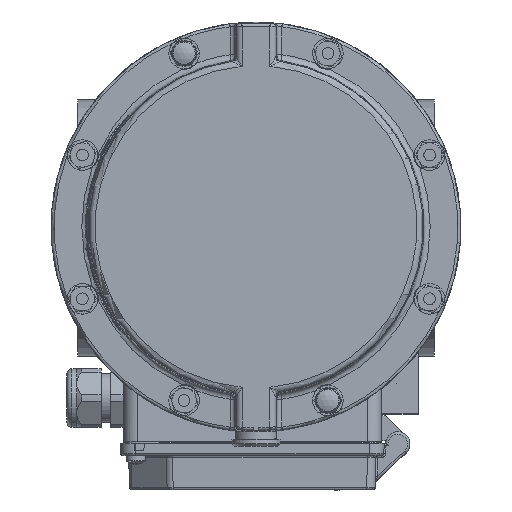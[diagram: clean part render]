
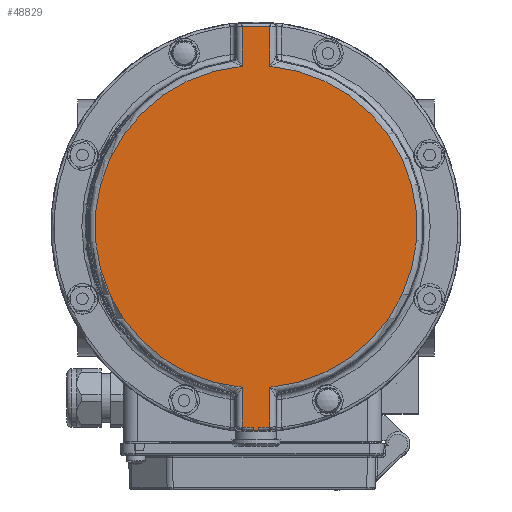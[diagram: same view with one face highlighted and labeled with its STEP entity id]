
A CAD part, top view. The second image highlights one B-rep face of the part: STEP entity #48829.
In plain terms, the highlighted planar face has unit normal (0, 0, 1).
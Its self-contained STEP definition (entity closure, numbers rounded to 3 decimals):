
#2453=LINE('',#84655,#5597);
#2454=LINE('',#84680,#5598);
#2455=LINE('',#84683,#5599);
#2456=LINE('',#84685,#5600);
#2457=LINE('',#84689,#5601);
#2458=LINE('',#84691,#5602);
#5597=VECTOR('',#59925,1.633);
#5598=VECTOR('',#59928,1.633);
#5599=VECTOR('',#59931,1.633);
#5600=VECTOR('',#59932,0.09);
#5601=VECTOR('',#59937,0.09);
#5602=VECTOR('',#59938,1.633);
#9998=PLANE('',#52478);
#12241=FACE_OUTER_BOUND('',#15484,.T.);
#15484=EDGE_LOOP('',(#36616,#36617,#36618,#36619,#36620,#36621,#36622,#36623,
#36624,#36625,#36626,#36627,#36628,#36629));
#18734=CIRCLE('',#52435,8.23);
#18744=CIRCLE('',#52446,8.23);
#18746=CIRCLE('',#52449,8.35);
#18748=CIRCLE('',#52452,8.23);
#18759=CIRCLE('',#52479,6.602);
#18760=CIRCLE('',#52480,0.03);
#18761=CIRCLE('',#52481,0.03);
#18762=CIRCLE('',#52482,6.602);
#21824=VERTEX_POINT('',#83187);
#21826=VERTEX_POINT('',#83229);
#21840=VERTEX_POINT('',#83624);
#21843=VERTEX_POINT('',#83667);
#21846=VERTEX_POINT('',#83698);
#21847=VERTEX_POINT('',#83701);
#21849=VERTEX_POINT('',#83740);
#21850=VERTEX_POINT('',#83742);
#21900=VERTEX_POINT('',#84654);
#21901=VERTEX_POINT('',#84679);
#21902=VERTEX_POINT('',#84681);
#21903=VERTEX_POINT('',#84684);
#21904=VERTEX_POINT('',#84687);
#21905=VERTEX_POINT('',#84690);
#27279=EDGE_CURVE('',#21826,#21824,#18734,.T.);
#27302=EDGE_CURVE('',#21843,#21840,#18744,.T.);
#27306=EDGE_CURVE('',#21846,#21847,#18746,.T.);
#27309=EDGE_CURVE('',#21850,#21849,#18748,.T.);
#27386=EDGE_CURVE('',#21824,#21900,#2453,.T.);
#27388=EDGE_CURVE('',#21901,#21826,#2454,.T.);
#27389=EDGE_CURVE('',#21900,#21902,#18759,.T.);
#27390=EDGE_CURVE('',#21902,#21850,#2455,.T.);
#27391=EDGE_CURVE('',#21849,#21903,#2456,.T.);
#27392=EDGE_CURVE('',#21903,#21846,#18760,.T.);
#27393=EDGE_CURVE('',#21847,#21904,#18761,.T.);
#27394=EDGE_CURVE('',#21904,#21843,#2457,.T.);
#27395=EDGE_CURVE('',#21840,#21905,#2458,.T.);
#27396=EDGE_CURVE('',#21905,#21901,#18762,.T.);
#36616=ORIENTED_EDGE('',*,*,#27388,.T.);
#36617=ORIENTED_EDGE('',*,*,#27279,.T.);
#36618=ORIENTED_EDGE('',*,*,#27386,.T.);
#36619=ORIENTED_EDGE('',*,*,#27389,.T.);
#36620=ORIENTED_EDGE('',*,*,#27390,.T.);
#36621=ORIENTED_EDGE('',*,*,#27309,.T.);
#36622=ORIENTED_EDGE('',*,*,#27391,.T.);
#36623=ORIENTED_EDGE('',*,*,#27392,.T.);
#36624=ORIENTED_EDGE('',*,*,#27306,.T.);
#36625=ORIENTED_EDGE('',*,*,#27393,.T.);
#36626=ORIENTED_EDGE('',*,*,#27394,.T.);
#36627=ORIENTED_EDGE('',*,*,#27302,.T.);
#36628=ORIENTED_EDGE('',*,*,#27395,.T.);
#36629=ORIENTED_EDGE('',*,*,#27396,.T.);
#48829=ADVANCED_FACE('',(#12241),#9998,.F.);
#52435=AXIS2_PLACEMENT_3D('',#83233,#59797,#59798);
#52446=AXIS2_PLACEMENT_3D('',#83695,#59819,#59820);
#52449=AXIS2_PLACEMENT_3D('',#83703,#59827,#59828);
#52452=AXIS2_PLACEMENT_3D('',#83743,#59833,#59834);
#52478=AXIS2_PLACEMENT_3D('',#84678,#59926,#59927);
#52479=AXIS2_PLACEMENT_3D('',#84682,#59929,#59930);
#52480=AXIS2_PLACEMENT_3D('',#84686,#59933,#59934);
#52481=AXIS2_PLACEMENT_3D('',#84688,#59935,#59936);
#52482=AXIS2_PLACEMENT_3D('',#84692,#59939,#59940);
#59797=DIRECTION('center_axis',(0.,0.,
1.));
#59798=DIRECTION('ref_axis',(1.,0.,0.));
#59819=DIRECTION('center_axis',(0.,0.,
1.));
#59820=DIRECTION('ref_axis',(1.,0.,0.));
#59827=DIRECTION('center_axis',(0.,0.,
1.));
#59828=DIRECTION('ref_axis',(-1.,0.,0.));
#59833=DIRECTION('center_axis',(0.,0.,
1.));
#59834=DIRECTION('ref_axis',(1.,0.,0.));
#59925=DIRECTION('',(0.,-1.,0.));
#59926=DIRECTION('center_axis',(0.,0.,
-1.));
#59927=DIRECTION('ref_axis',(1.,0.,0.));
#59928=DIRECTION('',(0.,1.,0.));
#59929=DIRECTION('center_axis',(0.,0.,
1.));
#59930=DIRECTION('ref_axis',(1.,0.,0.));
#59931=DIRECTION('',(0.,-1.,0.));
#59932=DIRECTION('',(0.,-1.,0.));
#59933=DIRECTION('center_axis',(0.,0.,
1.));
#59934=DIRECTION('ref_axis',(-1.,0.,0.));
#59935=DIRECTION('center_axis',(0.,0.,
1.));
#59936=DIRECTION('ref_axis',(1.,0.,0.));
#59937=DIRECTION('',(0.,1.,0.));
#59938=DIRECTION('',(0.,1.,0.));
#59939=DIRECTION('center_axis',(0.,0.,
1.));
#59940=DIRECTION('ref_axis',(1.,0.,0.));
#83187=CARTESIAN_POINT('',(-1.377,7.894,36.43));
#83229=CARTESIAN_POINT('',(-0.237,7.894,36.43));
#83233=CARTESIAN_POINT('Origin',(-0.807,-0.316,
36.43));
#83624=CARTESIAN_POINT('',(-0.237,-8.526,36.43));
#83667=CARTESIAN_POINT('',(-0.707,-8.545,36.43));
#83695=CARTESIAN_POINT('Origin',(-0.807,-0.316,
36.43));
#83698=CARTESIAN_POINT('',(-0.877,-8.666,36.43));
#83701=CARTESIAN_POINT('',(-0.736,-8.666,36.43));
#83703=CARTESIAN_POINT('Origin',(-0.807,-0.316,
36.43));
#83740=CARTESIAN_POINT('',(-0.907,-8.545,36.43));
#83742=CARTESIAN_POINT('',(-1.377,-8.526,36.43));
#83743=CARTESIAN_POINT('Origin',(-0.807,-0.316,
36.43));
#84654=CARTESIAN_POINT('',(-1.377,6.261,36.43));
#84655=CARTESIAN_POINT('',(-1.377,-0.316,36.43));
#84678=CARTESIAN_POINT('Origin',(6.093,-0.316,36.43));
#84679=CARTESIAN_POINT('',(-0.237,6.261,36.43));
#84680=CARTESIAN_POINT('',(-0.237,-0.316,36.43));
#84681=CARTESIAN_POINT('',(-1.377,-6.893,36.43));
#84682=CARTESIAN_POINT('Origin',(-0.807,-0.316,
36.43));
#84683=CARTESIAN_POINT('',(-1.377,-0.316,36.43));
#84684=CARTESIAN_POINT('',(-0.907,-8.636,36.43));
#84685=CARTESIAN_POINT('',(-0.907,-8.545,36.43));
#84686=CARTESIAN_POINT('Origin',(-0.877,-8.636,36.43));
#84687=CARTESIAN_POINT('',(-0.707,-8.636,36.43));
#84688=CARTESIAN_POINT('Origin',(-0.737,-8.636,36.43));
#84689=CARTESIAN_POINT('',(-0.707,-8.545,36.43));
#84690=CARTESIAN_POINT('',(-0.237,-6.893,36.43));
#84691=CARTESIAN_POINT('',(-0.237,-0.316,36.43));
#84692=CARTESIAN_POINT('Origin',(-0.807,-0.316,
36.43));
